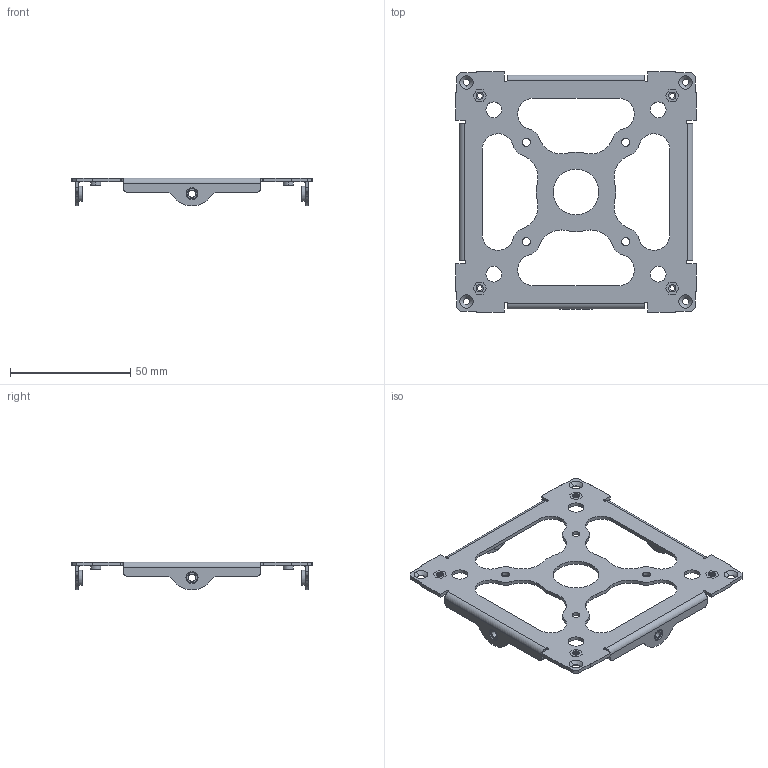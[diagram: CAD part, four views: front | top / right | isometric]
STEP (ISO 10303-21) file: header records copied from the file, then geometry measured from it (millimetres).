
FILE_DESCRIPTION (( 'STEP AP214' ), '1' );
FILE_NAME ('CSK_Payload_Adapter_Plate_RevB0 (setup).STEP', '2014-02-11T01:09:04', ( 'Adam Reif' ), ( 'Pumpkin Inc.' ), 'SwSTEP 2.0', 'SolidWorks 2005313', '' );
FILE_SCHEMA (( 'AUTOMOTIVE_DESIGN' ));
Length unit declared in the file: inch
Products named in the file (1): CSK_Payload_Adapter_Plate_RevB0 (setup)
Bounding box: 100 x 100 x 11.61 mm (x, y, z)
Volume: 10371.2 mm3; surface area: 15858 mm2
Topology: 1 solids, 1 shells, 380 faces, 942 edges, 588 vertices
Faces by surface type: cylinder 146, plane 122, cone 112
Entity records: 13173 total; most frequent: DIRECTION 2116, CARTESIAN_POINT 1911, ORIENTED_EDGE 1884, EDGE_CURVE 942, AXIS2_PLACEMENT_3D 793, VERTEX_POINT 588, VECTOR 530, LINE 530
